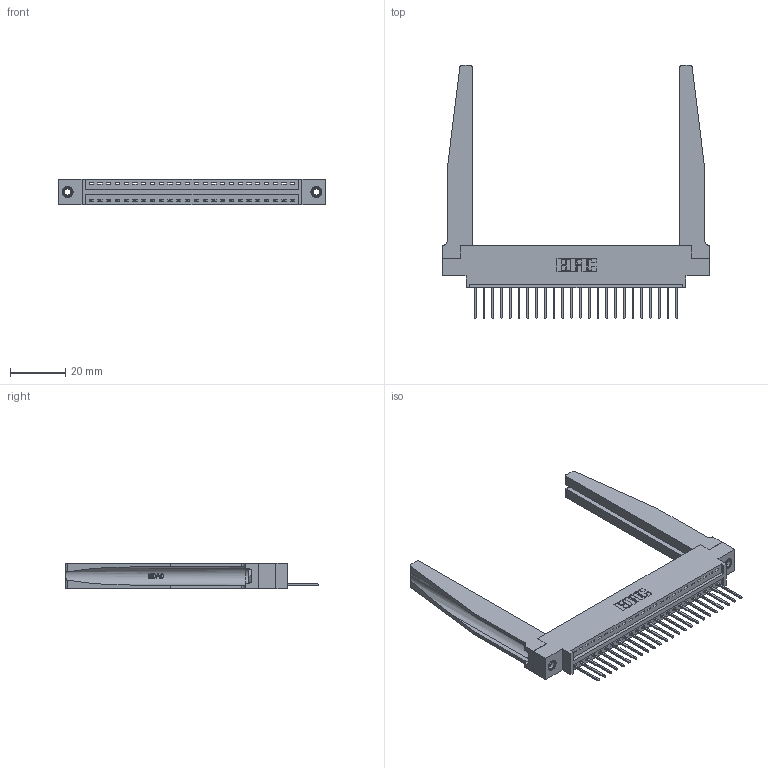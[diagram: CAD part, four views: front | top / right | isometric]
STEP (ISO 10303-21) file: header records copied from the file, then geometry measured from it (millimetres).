
FILE_DESCRIPTION (( 'STEP AP203' ), '1' );
FILE_NAME ('346-024-522-678.STEP', '2022-05-05T22:50:58', ( '' ), ( '' ), 'SwSTEP 2.0', 'SolidWorks 2020', '' );
FILE_SCHEMA (( 'CONFIG_CONTROL_DESIGN' ));
Length unit declared in the file: inch
Products named in the file (5): 345-250-001_345-250-001-102; 346-024-522-678; 345-292-001_345-293-122; 346-220-078_345-220-078; 346 Part_0.170 Offset - 0.156 Dia-TH
Assembly tree (29 placements, depth 2):
  346-024-522-678
    346 Part_0.170 Offset - 0.156 Dia-TH
    345-292-001_345-293-122  x24
    346-220-078_345-220-078  x2
    345-250-001_345-250-001-102  x2
Bounding box: 96.77 x 91.69 x 9.4 mm (x, y, z)
Volume: 15878.5 mm3; surface area: 17837.8 mm2
Topology: 29 solids, 29 shells, 1766 faces, 5209 edges, 3430 vertices
Faces by surface type: plane 1196, cylinder 518, bspline 36, cone 12, torus 4
Entity records: 22632 total; most frequent: CARTESIAN_POINT 4801, ORIENTED_EDGE 3646, DIRECTION 3241, EDGE_CURVE 1823, LINE 1501, VECTOR 1501, VERTEX_POINT 1208, AXIS2_PLACEMENT_3D 870
